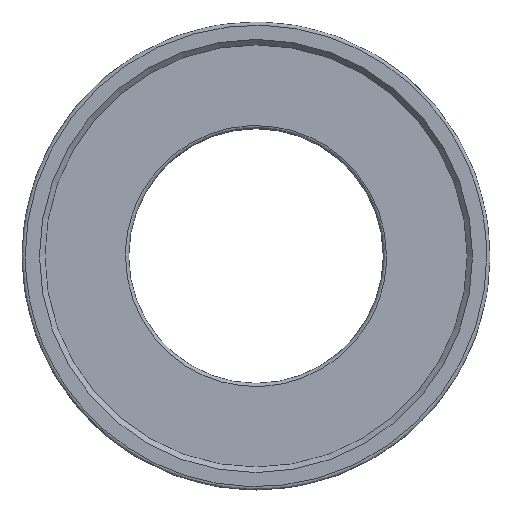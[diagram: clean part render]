
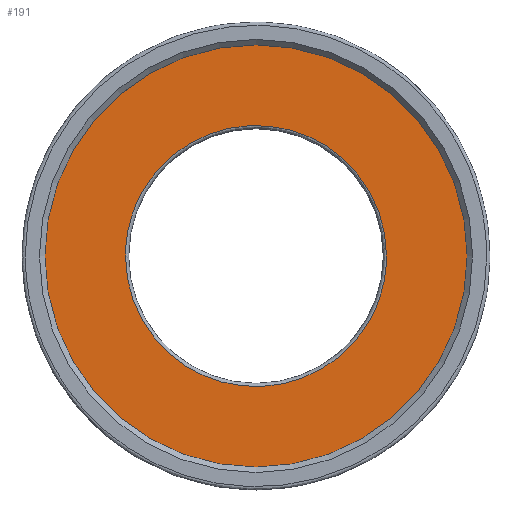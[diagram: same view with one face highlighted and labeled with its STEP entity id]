
A CAD part, top view. The second image highlights one B-rep face of the part: STEP entity #191.
In plain terms, the highlighted planar face has unit normal (0, 0, 1).
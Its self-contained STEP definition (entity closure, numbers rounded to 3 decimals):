
#35 = CIRCLE ( 'NONE', #433, 20.295 ) ;
#88 = VERTEX_POINT ( 'NONE', #621 ) ;
#92 = CARTESIAN_POINT ( 'NONE',  ( -12.05, 24.1, 3.8 ) ) ;
#97 = CARTESIAN_POINT ( 'NONE',  ( 12.05, -24.1, 3.8 ) ) ;
#114 = DIRECTION ( 'NONE',  ( 0., 0., 1. ) ) ;
#183 =( BOUNDED_CURVE ( )  B_SPLINE_CURVE ( 3, ( #766, #849, #97, #388 ),
 .UNSPECIFIED., .F., .F. ) 
 B_SPLINE_CURVE_WITH_KNOTS ( ( 4, 4 ),
 ( 0., 1. ),
 .UNSPECIFIED. ) 
 CURVE ( )  GEOMETRIC_REPRESENTATION_ITEM ( )  RATIONAL_B_SPLINE_CURVE ( ( 1., 0.333, 0.333, 1. ) ) 
 REPRESENTATION_ITEM ( '' )  );
#185 = AXIS2_PLACEMENT_3D ( 'NONE', #212, #114, #271 ) ;
#191 = ADVANCED_FACE ( 'NONE', ( #575, #640 ), #413, .T. ) ;
#195 = ORIENTED_EDGE ( 'NONE', *, *, #864, .F. ) ;
#212 = CARTESIAN_POINT ( 'NONE',  ( -20.295, 0., 3.8 ) ) ;
#216 = ORIENTED_EDGE ( 'NONE', *, *, #622, .T. ) ;
#250 = CARTESIAN_POINT ( 'NONE',  ( 12.05, 0., 3.8 ) ) ;
#268 = EDGE_LOOP ( 'NONE', ( #784, #195 ) ) ;
#271 = DIRECTION ( 'NONE',  ( 1., 0., 0. ) ) ;
#296 = DIRECTION ( 'NONE',  ( -1., 0., 0. ) ) ;
#388 = CARTESIAN_POINT ( 'NONE',  ( 12.05, 0., 3.8 ) ) ;
#413 = PLANE ( 'NONE',  #185 ) ;
#433 = AXIS2_PLACEMENT_3D ( 'NONE', #963, #456, #296 ) ;
#436 = EDGE_LOOP ( 'NONE', ( #216 ) ) ;
#456 = DIRECTION ( 'NONE',  ( 0., 0., 1. ) ) ;
#461 = CARTESIAN_POINT ( 'NONE',  ( 12.05, 0., 3.8 ) ) ;
#556 = CARTESIAN_POINT ( 'NONE',  ( 12.05, 24.1, 3.8 ) ) ;
#575 = FACE_OUTER_BOUND ( 'NONE', #436, .T. ) ;
#580 = VERTEX_POINT ( 'NONE', #585 ) ;
#585 = CARTESIAN_POINT ( 'NONE',  ( -12.05, 0., 3.8 ) ) ;
#621 = CARTESIAN_POINT ( 'NONE',  ( -20.295, 0., 3.8 ) ) ;
#622 = EDGE_CURVE ( 'NONE', #88, #88, #35, .T. ) ;
#640 = FACE_BOUND ( 'NONE', #268, .T. ) ;
#766 = CARTESIAN_POINT ( 'NONE',  ( -12.05, 0., 3.8 ) ) ;
#784 = ORIENTED_EDGE ( 'NONE', *, *, #892, .F. ) ;
#788 = VERTEX_POINT ( 'NONE', #461 ) ;
#849 = CARTESIAN_POINT ( 'NONE',  ( -12.05, -24.1, 3.8 ) ) ;
#864 = EDGE_CURVE ( 'NONE', #788, #580, #943, .T. ) ;
#892 = EDGE_CURVE ( 'NONE', #580, #788, #183, .T. ) ;
#925 = CARTESIAN_POINT ( 'NONE',  ( -12.05, 0., 3.8 ) ) ;
#943 =( BOUNDED_CURVE ( )  B_SPLINE_CURVE ( 3, ( #250, #556, #92, #925 ),
 .UNSPECIFIED., .F., .T. ) 
 B_SPLINE_CURVE_WITH_KNOTS ( ( 4, 4 ),
 ( 0., 1. ),
 .UNSPECIFIED. ) 
 CURVE ( )  GEOMETRIC_REPRESENTATION_ITEM ( )  RATIONAL_B_SPLINE_CURVE ( ( 1., 0.333, 0.333, 1. ) ) 
 REPRESENTATION_ITEM ( '' )  );
#963 = CARTESIAN_POINT ( 'NONE',  ( 0., 0., 3.8 ) ) ;
